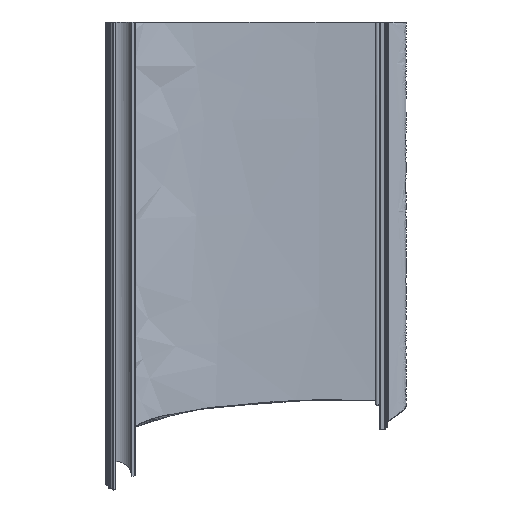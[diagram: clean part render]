
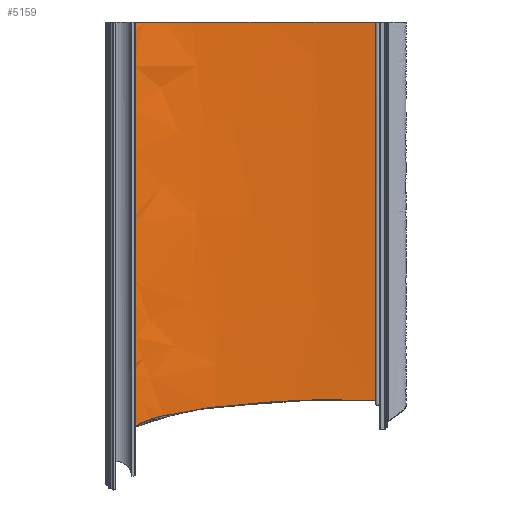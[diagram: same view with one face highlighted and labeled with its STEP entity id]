
A CAD part, left-side view. The second image highlights one B-rep face of the part: STEP entity #5159.
In plain terms, the highlighted free-form (B-spline) face has degree [3, 1] with [9, 2] control points.
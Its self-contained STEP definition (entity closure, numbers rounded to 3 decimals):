
#47 = CARTESIAN_POINT ( 'NONE',  ( 26.676, -14.912, -61.024 ) ) ;
#132 = VERTEX_POINT ( 'NONE', #3480 ) ;
#148 = CARTESIAN_POINT ( 'NONE',  ( 9.5, 2.3, 124.5 ) ) ;
#194 = ORIENTED_EDGE ( 'NONE', *, *, #2734, .T. ) ;
#222 = CARTESIAN_POINT ( 'NONE',  ( 25.937, -12.995, -61.763 ) ) ;
#235 = CARTESIAN_POINT ( 'NONE',  ( 9.5, 2.3, -79.416 ) ) ;
#259 = CARTESIAN_POINT ( 'NONE',  ( 26.911, -15.563, -60.789 ) ) ;
#319 = CARTESIAN_POINT ( 'NONE',  ( 32.892, -46.154, -54.808 ) ) ;
#340 = CARTESIAN_POINT ( 'NONE',  ( 34.099, -57.602, -53.601 ) ) ;
#423 = CARTESIAN_POINT ( 'NONE',  ( 27.568, -17.535, -60.132 ) ) ;
#425 = DIRECTION ( 'NONE',  ( 0., 0., 1. ) ) ;
#471 = CARTESIAN_POINT ( 'NONE',  ( 28.57, -20.865, -59.13 ) ) ;
#537 = CARTESIAN_POINT ( 'NONE',  ( 25.683, -8.259, -79.416 ) ) ;
#560 = CARTESIAN_POINT ( 'NONE',  ( 29.205, -23.609, -58.495 ) ) ;
#564 = CARTESIAN_POINT ( 'NONE',  ( 30.041, -27.78, -57.659 ) ) ;
#579 = CARTESIAN_POINT ( 'NONE',  ( 30.302, -29.18, -57.398 ) ) ;
#593 = CARTESIAN_POINT ( 'NONE',  ( 15.482, 1.187, 124.5 ) ) ;
#608 = CARTESIAN_POINT ( 'NONE',  ( 15.482, 1.187, -79.416 ) ) ;
#618 = CARTESIAN_POINT ( 'NONE',  ( 30.801, -31.988, -56.899 ) ) ;
#626 = CARTESIAN_POINT ( 'NONE',  ( 31.039, -33.398, -56.661 ) ) ;
#639 = CARTESIAN_POINT ( 'NONE',  ( 32.17, -40.46, -55.53 ) ) ;
#649 = CARTESIAN_POINT ( 'NONE',  ( 35.236, -71.989, -52.464 ) ) ;
#673 = CARTESIAN_POINT ( 'NONE',  ( 34.584, -63.356, -53.116 ) ) ;
#753 = CARTESIAN_POINT ( 'NONE',  ( 35.803, -80.63, -51.897 ) ) ;
#811 = EDGE_CURVE ( 'NONE', #132, #2128, #3224, .T. ) ;
#909 = VERTEX_POINT ( 'NONE', #2604 ) ;
#912 = CARTESIAN_POINT ( 'NONE',  ( 35.719, -79.189, -51.981 ) ) ;
#991 = CARTESIAN_POINT ( 'NONE',  ( 35.95, -83.515, -51.75 ) ) ;
#1091 = CARTESIAN_POINT ( 'NONE',  ( 9.5, 2.3, -267.739 ) ) ;
#1095 = CARTESIAN_POINT ( 'NONE',  ( 36.014, -84.958, -51.686 ) ) ;
#1129 = CARTESIAN_POINT ( 'NONE',  ( 9.5, 2.3, 124.5 ) ) ;
#1142 = CARTESIAN_POINT ( 'NONE',  ( 36.331, -97.973, -51.369 ) ) ;
#1298 = CARTESIAN_POINT ( 'NONE',  ( 36.178, -89.291, -51.522 ) ) ;
#1361 = FACE_OUTER_BOUND ( 'NONE', #4179, .T. ) ;
#1381 = CARTESIAN_POINT ( 'NONE',  ( 36.25, -92.183, -51.45 ) ) ;
#1535 = CARTESIAN_POINT ( 'NONE',  ( 36.28, -109.568, -51.42 ) ) ;
#1648 = CARTESIAN_POINT ( 'NONE',  ( 35.904, -121.15, -51.796 ) ) ;
#1970 = CARTESIAN_POINT ( 'NONE',  ( 35.445, -74.867, -52.255 ) ) ;
#1988 = B_SPLINE_CURVE_WITH_KNOTS ( 'NONE', 3,
 ( #1648, #2266, #1535, #4277, #1142, #1381, #1298, #1095, #991, #753, #912, #1970, #649, #673, #340, #319, #639, #626, #618, #579, #564, #560, #471, #423, #4172, #259, #47, #222, #5179, #5173, #5122, #5119, #5104, #5088, #5069, #5052, #5032, #4996, #4985, #4980, #4961, #4939, #4923, #4918, #4901, #4899 ),
 .UNSPECIFIED., .F., .F.,
 ( 4, 2, 2, 2, 2, 2, 2, 2, 2, 2, 2, 2, 2, 2, 2, 2, 2, 2, 2, 2, 2, 2, 4 ),
 ( 0., 0.017, 0.026, 0.035, 0.039, 0.043, 0.052, 0.07, 0.087, 0.091, 0.096, 0.104, 0.107, 0.109, 0.113, 0.117, 0.122, 0.126, 0.128, 0.13, 0.135, 0.137, 0.139 ),
 .UNSPECIFIED. ) ;
#2023 = VECTOR ( 'NONE', #3064, 1000. ) ;
#2042 = LINE ( 'NONE', #3016, #2023 ) ;
#2128 = VERTEX_POINT ( 'NONE', #2682 ) ;
#2204 = B_SPLINE_CURVE_WITH_KNOTS ( 'NONE', 3,
 ( #1129, #5042, #4912, #4814, #4597, #4254, #4211, #4098, #4033 ),
 .UNSPECIFIED., .F., .F.,
 ( 4, 1, 1, 1, 1, 1, 4 ),
 ( 0., 0.03, 0.083, 0.249, 0.512, 0.58, 0.874 ),
 .UNSPECIFIED. ) ;
#2266 = CARTESIAN_POINT ( 'NONE',  ( 36.128, -115.361, -51.572 ) ) ;
#2604 = CARTESIAN_POINT ( 'NONE',  ( 35.904, -121.15, -51.796 ) ) ;
#2682 = CARTESIAN_POINT ( 'NONE',  ( 9.5, 2.3, 124.5 ) ) ;
#2720 = ORIENTED_EDGE ( 'NONE', *, *, #3046, .F. ) ;
#2734 = EDGE_CURVE ( 'NONE', #909, #4066, #2042, .T. ) ;
#2761 = B_SPLINE_SURFACE_WITH_KNOTS ( 'NONE', 3, 1, ( 
 ( #235, #148 ),
 ( #5162, #5155 ),
 ( #608, #593 ),
 ( #537, #5144 ),
 ( #5136, #5124 ),
 ( #5114, #5113 ),
 ( #5110, #5108 ),
 ( #5100, #5094 ),
 ( #5093, #5090 ) ),
 .UNSPECIFIED., .F., .F., .F.,
 ( 4, 1, 1, 1, 1, 1, 4 ),
 ( 2, 2 ),
 ( 0., 0.03, 0.083, 0.249, 0.512, 0.58, 0.874 ),
 ( 0., 1. ),
 .UNSPECIFIED. ) ;
#3016 = CARTESIAN_POINT ( 'NONE',  ( 35.904, -121.15, 0. ) ) ;
#3046 = EDGE_CURVE ( 'NONE', #2128, #4066, #2204, .T. ) ;
#3064 = DIRECTION ( 'NONE',  ( 0., 0., 1. ) ) ;
#3218 = VECTOR ( 'NONE', #425, 1000. ) ;
#3224 = LINE ( 'NONE', #1091, #3218 ) ;
#3238 = ORIENTED_EDGE ( 'NONE', *, *, #4058, .F. ) ;
#3480 = CARTESIAN_POINT ( 'NONE',  ( 9.5, 2.3, -78.2 ) ) ;
#4033 = CARTESIAN_POINT ( 'NONE',  ( 35.904, -121.15, 124.5 ) ) ;
#4058 = EDGE_CURVE ( 'NONE', #909, #132, #1988, .T. ) ;
#4066 = VERTEX_POINT ( 'NONE', #4846 ) ;
#4098 = CARTESIAN_POINT ( 'NONE',  ( 36.351, -109.604, 124.5 ) ) ;
#4172 = CARTESIAN_POINT ( 'NONE',  ( 27.357, -16.874, -60.343 ) ) ;
#4179 = EDGE_LOOP ( 'NONE', ( #3238, #194, #2720, #4322 ) ) ;
#4211 = CARTESIAN_POINT ( 'NONE',  ( 36.669, -92.512, 124.5 ) ) ;
#4254 = CARTESIAN_POINT ( 'NONE',  ( 34.51, -61.44, 124.5 ) ) ;
#4277 = CARTESIAN_POINT ( 'NONE',  ( 36.339, -100.873, -51.361 ) ) ;
#4322 = ORIENTED_EDGE ( 'NONE', *, *, #811, .F. ) ;
#4597 = CARTESIAN_POINT ( 'NONE',  ( 32.087, -34.06, 124.5 ) ) ;
#4814 = CARTESIAN_POINT ( 'NONE',  ( 25.683, -8.259, 124.5 ) ) ;
#4846 = CARTESIAN_POINT ( 'NONE',  ( 35.904, -121.15, 124.5 ) ) ;
#4899 = CARTESIAN_POINT ( 'NONE',  ( 9.5, 2.3, -78.2 ) ) ;
#4901 = CARTESIAN_POINT ( 'NONE',  ( 10.02, 2.3, -77.68 ) ) ;
#4912 = CARTESIAN_POINT ( 'NONE',  ( 15.482, 1.187, 124.5 ) ) ;
#4918 = CARTESIAN_POINT ( 'NONE',  ( 10.538, 2.261, -77.162 ) ) ;
#4923 = CARTESIAN_POINT ( 'NONE',  ( 11.571, 2.106, -76.129 ) ) ;
#4939 = CARTESIAN_POINT ( 'NONE',  ( 12.082, 1.989, -75.618 ) ) ;
#4961 = CARTESIAN_POINT ( 'NONE',  ( 13.59, 1.533, -74.11 ) ) ;
#4980 = CARTESIAN_POINT ( 'NONE',  ( 14.564, 1.086, -73.136 ) ) ;
#4985 = CARTESIAN_POINT ( 'NONE',  ( 15.986, 0.224, -71.714 ) ) ;
#4996 = CARTESIAN_POINT ( 'NONE',  ( 16.455, -0.098, -71.245 ) ) ;
#5032 = CARTESIAN_POINT ( 'NONE',  ( 17.363, -0.788, -70.337 ) ) ;
#5042 = CARTESIAN_POINT ( 'NONE',  ( 11.174, 2.3, 124.5 ) ) ;
#5052 = CARTESIAN_POINT ( 'NONE',  ( 17.804, -1.159, -69.896 ) ) ;
#5069 = CARTESIAN_POINT ( 'NONE',  ( 19.094, -2.337, -68.606 ) ) ;
#5088 = CARTESIAN_POINT ( 'NONE',  ( 19.909, -3.212, -67.791 ) ) ;
#5090 = CARTESIAN_POINT ( 'NONE',  ( 35.904, -121.15, 124.5 ) ) ;
#5093 = CARTESIAN_POINT ( 'NONE',  ( 35.904, -121.15, -79.416 ) ) ;
#5094 = CARTESIAN_POINT ( 'NONE',  ( 36.351, -109.604, 124.5 ) ) ;
#5100 = CARTESIAN_POINT ( 'NONE',  ( 36.351, -109.604, -79.416 ) ) ;
#5104 = CARTESIAN_POINT ( 'NONE',  ( 21.466, -5.104, -66.234 ) ) ;
#5108 = CARTESIAN_POINT ( 'NONE',  ( 36.669, -92.512, 124.5 ) ) ;
#5110 = CARTESIAN_POINT ( 'NONE',  ( 36.669, -92.512, -79.416 ) ) ;
#5113 = CARTESIAN_POINT ( 'NONE',  ( 34.51, -61.44, 124.5 ) ) ;
#5114 = CARTESIAN_POINT ( 'NONE',  ( 34.51, -61.44, -79.416 ) ) ;
#5119 = CARTESIAN_POINT ( 'NONE',  ( 22.211, -6.129, -65.489 ) ) ;
#5122 = CARTESIAN_POINT ( 'NONE',  ( 23.589, -8.277, -64.111 ) ) ;
#5124 = CARTESIAN_POINT ( 'NONE',  ( 32.087, -34.06, 124.5 ) ) ;
#5136 = CARTESIAN_POINT ( 'NONE',  ( 32.087, -34.06, -79.416 ) ) ;
#5144 = CARTESIAN_POINT ( 'NONE',  ( 25.683, -8.259, 124.5 ) ) ;
#5155 = CARTESIAN_POINT ( 'NONE',  ( 11.174, 2.3, 124.5 ) ) ;
#5159 = ADVANCED_FACE ( 'NONE', ( #1361 ), #2761, .T. ) ;
#5162 = CARTESIAN_POINT ( 'NONE',  ( 11.174, 2.3, -79.416 ) ) ;
#5173 = CARTESIAN_POINT ( 'NONE',  ( 24.225, -9.405, -63.475 ) ) ;
#5179 = CARTESIAN_POINT ( 'NONE',  ( 25.399, -11.764, -62.301 ) ) ;
